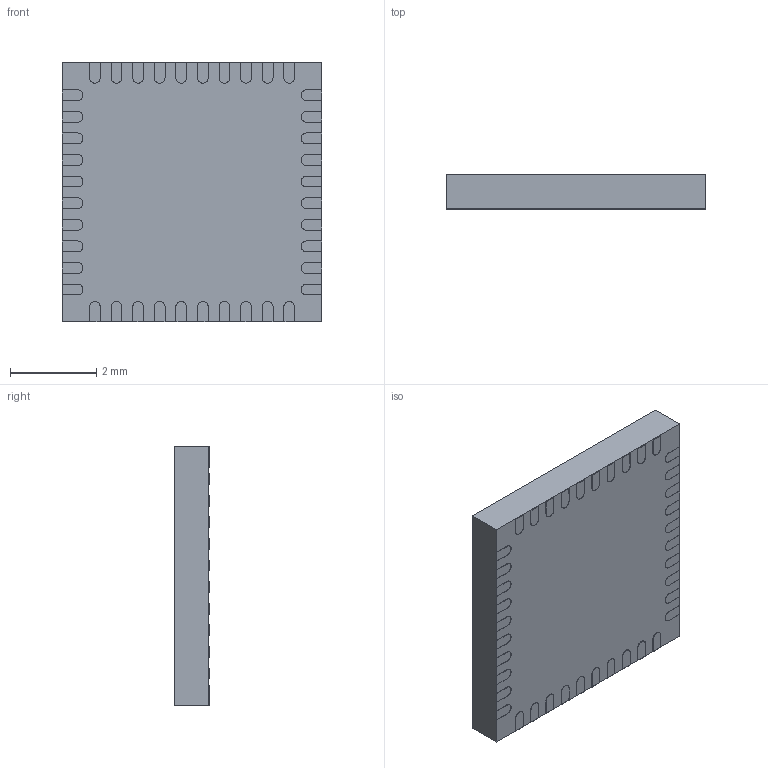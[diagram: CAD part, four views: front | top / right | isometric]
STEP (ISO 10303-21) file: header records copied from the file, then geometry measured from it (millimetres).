
FILE_DESCRIPTION (( 'STEP AP214' ), '1' );
FILE_NAME ( 'QFN50P600X600X80-41N.step', '2020-8-27T17:51:34', ( '' ), ( '' ), 'EDABuilder', 'EMA Design Automation', '' );
FILE_SCHEMA (( 'AUTOMOTIVE_DESIGN' ));
Length unit declared in the file: millimetre
Products named in the file (1): face1_BC
Bounding box: 6 x 0.8 x 6.02 mm (x, y, z)
Volume: 28.6 mm3; surface area: 101.1 mm2
Topology: 42 solids, 42 shells, 249 faces, 495 edges, 330 vertices
Faces by surface type: plane 208, cylinder 41
Full cylindrical faces by diameter (mm): 0.498 x1
Entity records: 6616 total; most frequent: DIRECTION 1160, CARTESIAN_POINT 1116, ORIENTED_EDGE 988, EDGE_CURVE 494, LINE 412, VECTOR 412, AXIS2_PLACEMENT_3D 374, VERTEX_POINT 330
